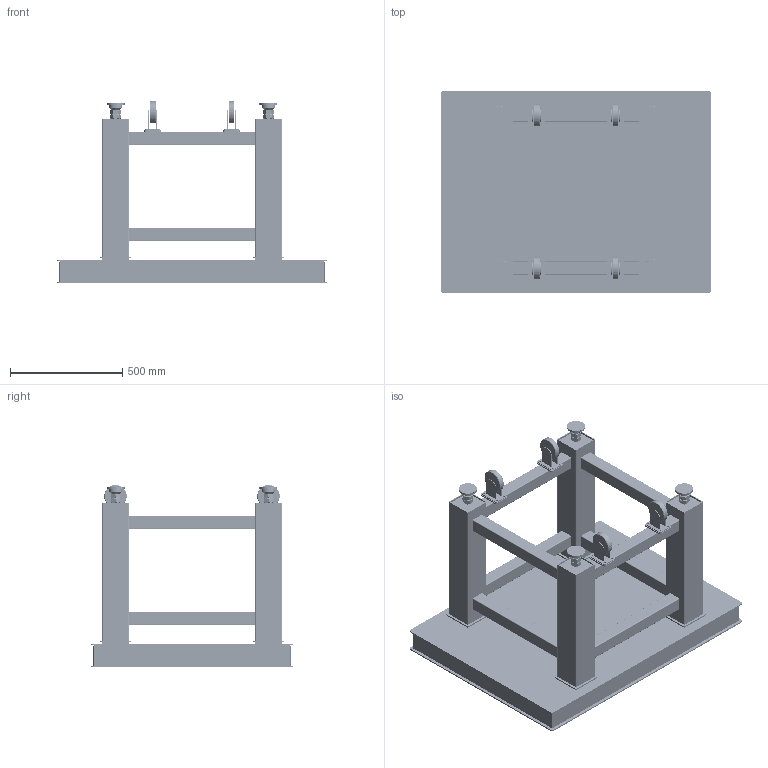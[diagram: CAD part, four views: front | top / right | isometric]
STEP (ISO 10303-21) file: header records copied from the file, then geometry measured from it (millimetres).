
FILE_DESCRIPTION (( 'STEP AP214' ), '1' );
FILE_NAME ('516103.STEP', '2024-03-29T03:53:58', ( '' ), ( '' ), 'SwSTEP 2.0', 'SolidWorks 2020', '' );
FILE_SCHEMA (( 'AUTOMOTIVE_DESIGN' ));
Length unit declared in the file: millimetre
Products named in the file (1): 516103
Bounding box: 1200 x 900 x 809 mm (x, y, z)
Volume: 113593676.6 mm3; surface area: 8041089.7 mm2
Topology: 61 solids, 61 shells, 5708 faces, 11884 edges, 7876 vertices
Faces by surface type: cylinder 3456, plane 2060, cone 160, bspline 32
Entity records: 220786 total; most frequent: DIRECTION 29842, CARTESIAN_POINT 28713, ORIENTED_EDGE 23768, AXIS2_PLACEMENT_3D 12701, EDGE_CURVE 11884, VERTEX_POINT 7876, EDGE_LOOP 7414, CIRCLE 7024
